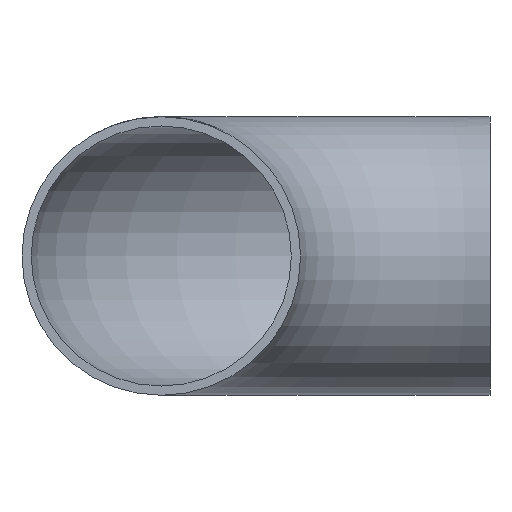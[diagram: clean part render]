
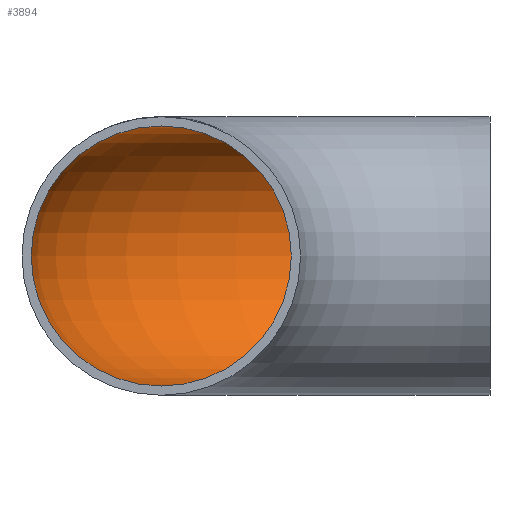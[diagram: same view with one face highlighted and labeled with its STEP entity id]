
A CAD part, front view. The second image highlights one B-rep face of the part: STEP entity #3894.
In plain terms, the highlighted toroidal (fillet/blend) face has major radius 57 mm and minor radius 22.55 mm.
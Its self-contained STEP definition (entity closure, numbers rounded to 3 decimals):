
#210 = CARTESIAN_POINT ( 'NONE',  ( 0., 0., 0. ) ) ;
#472 = CIRCLE ( 'NONE', #3207, 22.55 ) ;
#801 = EDGE_CURVE ( 'NONE', #8412, #8412, #8924, .T. ) ;
#916 = DIRECTION ( 'NONE',  ( 0., 1., 0. ) ) ;
#1231 = TOROIDAL_SURFACE ( 'NONE', #2198, 57., 22.55 ) ;
#1421 = EDGE_LOOP ( 'NONE', ( #9113 ) ) ;
#2147 = EDGE_LOOP ( 'NONE', ( #7254 ) ) ;
#2184 = CARTESIAN_POINT ( 'NONE',  ( 0., 57., 0. ) ) ;
#2198 = AXIS2_PLACEMENT_3D ( 'NONE', #210, #4413, #3064 ) ;
#3064 = DIRECTION ( 'NONE',  ( -1., 0., 0. ) ) ;
#3207 = AXIS2_PLACEMENT_3D ( 'NONE', #2184, #8520, #4217 ) ;
#3783 = DIRECTION ( 'NONE',  ( 0., 0., 1. ) ) ;
#3894 = ADVANCED_FACE ( 'NONE', ( #7109, #5796 ), #1231, .F. ) ;
#4217 = DIRECTION ( 'NONE',  ( 0., 1., 0. ) ) ;
#4413 = DIRECTION ( 'NONE',  ( 0., 0., -1. ) ) ;
#5796 = FACE_OUTER_BOUND ( 'NONE', #2147, .T. ) ;
#7109 = FACE_OUTER_BOUND ( 'NONE', #1421, .T. ) ;
#7254 = ORIENTED_EDGE ( 'NONE', *, *, #801, .F. ) ;
#7466 = CARTESIAN_POINT ( 'NONE',  ( 0., 79.55, 0. ) ) ;
#7507 = AXIS2_PLACEMENT_3D ( 'NONE', #7989, #916, #3783 ) ;
#7771 = EDGE_CURVE ( 'NONE', #8075, #8075, #472, .T. ) ;
#7989 = CARTESIAN_POINT ( 'NONE',  ( -57., 0., 0. ) ) ;
#8075 = VERTEX_POINT ( 'NONE', #7466 ) ;
#8412 = VERTEX_POINT ( 'NONE', #8934 ) ;
#8520 = DIRECTION ( 'NONE',  ( 1., 0., 0. ) ) ;
#8924 = CIRCLE ( 'NONE', #7507, 22.55 ) ;
#8934 = CARTESIAN_POINT ( 'NONE',  ( -57., 0., 22.55 ) ) ;
#9113 = ORIENTED_EDGE ( 'NONE', *, *, #7771, .T. ) ;
